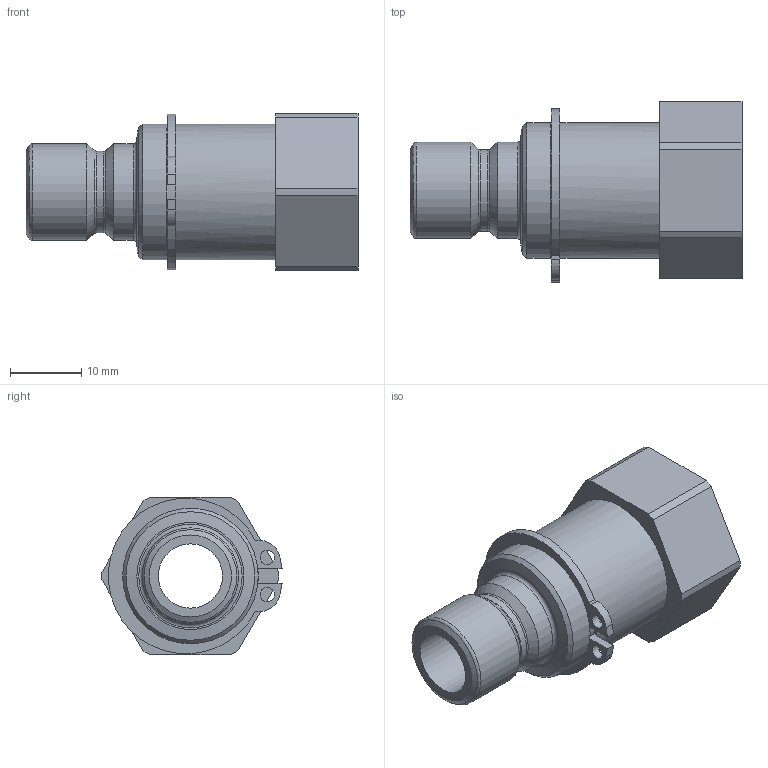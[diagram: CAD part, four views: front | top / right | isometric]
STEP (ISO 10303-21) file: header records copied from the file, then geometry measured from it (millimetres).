
FILE_DESCRIPTION(/* description */ (''),/* implementation_level */ '2;1');
FILE_NAME(/* name */ 'MKWD 38 NI.stp',/* time_stamp */ '2023-04-25T11:11:05+02:00',/* author */ ('meier'),/* organization */ (''),/* preprocessor_version */ 'ST-DEVELOPER v18.1',/* originating_system */ 'Autodesk Inventor 2022',/* authorisation */ '0 mm^3');
FILE_SCHEMA (('AUTOMOTIVE_DESIGN { 1 0 10303 214 3 1 1 }'));
Length unit declared in the file: millimetre
Products named in the file (1): LUE_00034819
Bounding box: 46.5 x 25.24 x 22 mm (x, y, z)
Volume: 8252.8 mm3; surface area: 5187.1 mm2
Topology: 1 solids, 1 shells, 52 faces, 132 edges, 86 vertices
Faces by surface type: plane 21, cylinder 20, cone 7, torus 4
Full cylindrical faces by diameter (mm): 2 x2, 9 x1, 11.38 x1, 13.48 x2, 14.95 x1, 17 x1, 18 x1, 19 x2
Entity records: 1710 total; most frequent: DIRECTION 304, CARTESIAN_POINT 271, ORIENTED_EDGE 264, EDGE_CURVE 132, AXIS2_PLACEMENT_3D 119, VERTEX_POINT 86, LINE 66, VECTOR 66
